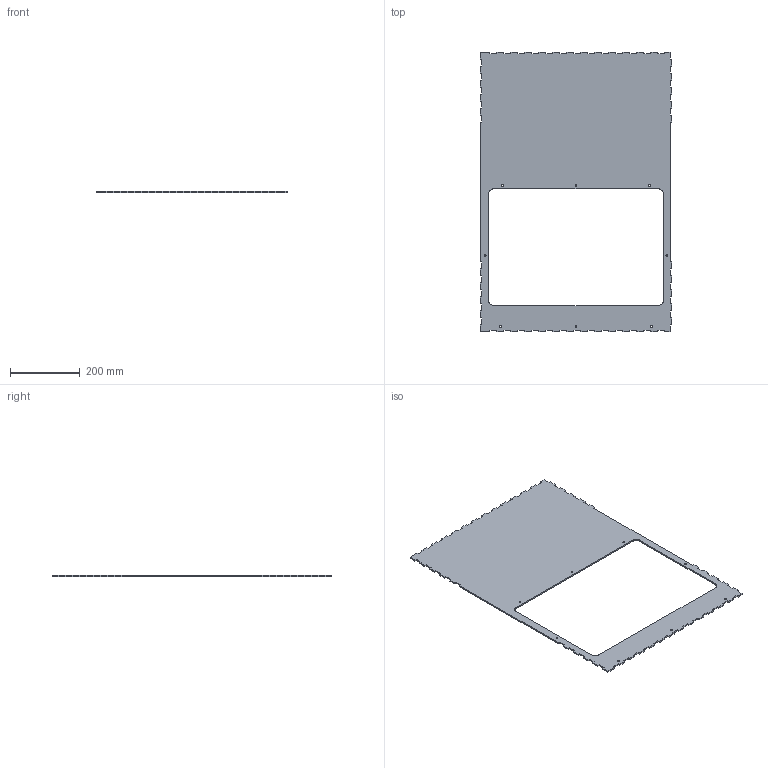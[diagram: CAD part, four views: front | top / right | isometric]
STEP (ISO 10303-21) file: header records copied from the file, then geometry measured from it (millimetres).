
FILE_DESCRIPTION (( 'STEP AP214' ), '1' );
FILE_NAME ('plaque avant avec trou.STEP', '2021-03-10T09:04:06', ( '' ), ( '' ), 'SwSTEP 2.0', 'SolidWorks 2016', '' );
FILE_SCHEMA (( 'AUTOMOTIVE_DESIGN' ));
Length unit declared in the file: millimetre
Products named in the file (1): plaque avant avec trou
Bounding box: 548 x 800 x 4 mm (x, y, z)
Volume: 1059293 mm3; surface area: 549322.2 mm2
Topology: 1 solids, 1 shells, 214 faces, 636 edges, 424 vertices
Faces by surface type: plane 194, cylinder 20
Entity records: 7130 total; most frequent: CARTESIAN_POINT 1275, ORIENTED_EDGE 1272, DIRECTION 1106, EDGE_CURVE 636, VECTOR 596, LINE 596, VERTEX_POINT 424, AXIS2_PLACEMENT_3D 255
